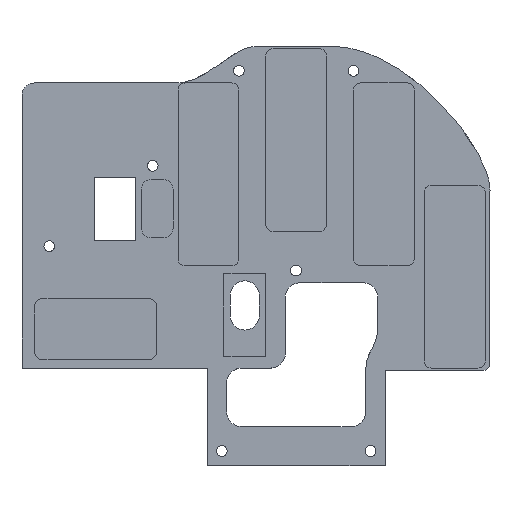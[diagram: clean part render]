
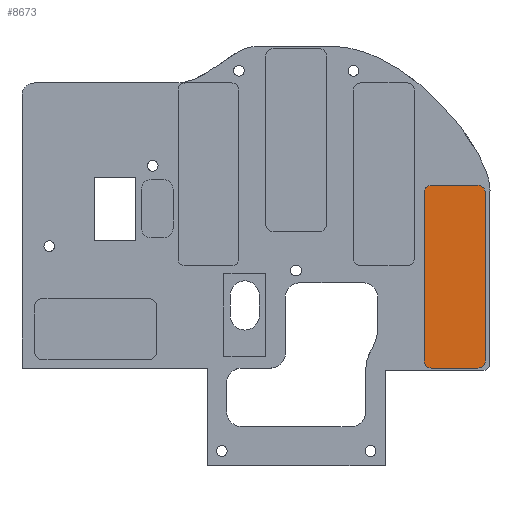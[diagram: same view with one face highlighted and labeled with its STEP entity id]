
A CAD part, top view. The second image highlights one B-rep face of the part: STEP entity #8673.
In plain terms, the highlighted planar face has unit normal (0, 0, 1).
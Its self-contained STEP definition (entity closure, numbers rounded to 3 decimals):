
#1745 = CYLINDRICAL_SURFACE('',#1746,1.5);
#1746 = AXIS2_PLACEMENT_3D('',#1747,#1748,#1749);
#1747 = CARTESIAN_POINT('',(64.5,-6.5,-1.6));
#1748 = DIRECTION('',(0.,0.,1.));
#1749 = DIRECTION('',(1.,0.,0.));
#1773 = PLANE('',#1774);
#1774 = AXIS2_PLACEMENT_3D('',#1775,#1776,#1777);
#1775 = CARTESIAN_POINT('',(63.,-6.5,-1.6));
#1776 = DIRECTION('',(1.,0.,0.));
#1777 = DIRECTION('',(-0.,1.,0.));
#1802 = CYLINDRICAL_SURFACE('',#1803,1.5);
#1803 = AXIS2_PLACEMENT_3D('',#1804,#1805,#1806);
#1804 = CARTESIAN_POINT('',(64.5,28.,-1.6));
#1805 = DIRECTION('',(0.,0.,1.));
#1806 = DIRECTION('',(1.,0.,0.));
#1830 = PLANE('',#1831);
#1831 = AXIS2_PLACEMENT_3D('',#1832,#1833,#1834);
#1832 = CARTESIAN_POINT('',(64.5,29.5,-1.6));
#1833 = DIRECTION('',(0.,-1.,0.));
#1834 = DIRECTION('',(1.,0.,0.));
#1859 = CYLINDRICAL_SURFACE('',#1860,1.5);
#1860 = AXIS2_PLACEMENT_3D('',#1861,#1862,#1863);
#1861 = CARTESIAN_POINT('',(74.,28.,-1.6));
#1862 = DIRECTION('',(0.,0.,1.));
#1863 = DIRECTION('',(1.,0.,0.));
#1887 = PLANE('',#1888);
#1888 = AXIS2_PLACEMENT_3D('',#1889,#1890,#1891);
#1889 = CARTESIAN_POINT('',(75.5,-6.5,-1.6));
#1890 = DIRECTION('',(1.,0.,0.));
#1891 = DIRECTION('',(-0.,1.,0.));
#1916 = CYLINDRICAL_SURFACE('',#1917,1.5);
#1917 = AXIS2_PLACEMENT_3D('',#1918,#1919,#1920);
#1918 = CARTESIAN_POINT('',(74.,-6.5,-1.6));
#1919 = DIRECTION('',(0.,0.,1.));
#1920 = DIRECTION('',(1.,0.,0.));
#1942 = PLANE('',#1943);
#1943 = AXIS2_PLACEMENT_3D('',#1944,#1945,#1946);
#1944 = CARTESIAN_POINT('',(64.5,-8.,-1.6));
#1945 = DIRECTION('',(0.,-1.,0.));
#1946 = DIRECTION('',(1.,0.,0.));
#5756 = VERTEX_POINT('',#5757);
#5757 = CARTESIAN_POINT('',(63.,-6.5,-3.6));
#5778 = EDGE_CURVE('',#5756,#5779,#5781,.T.);
#5779 = VERTEX_POINT('',#5780);
#5780 = CARTESIAN_POINT('',(64.5,-8.,-3.6));
#5781 = SURFACE_CURVE('',#5782,(#5787,#5794),.PCURVE_S1.);
#5782 = CIRCLE('',#5783,1.5);
#5783 = AXIS2_PLACEMENT_3D('',#5784,#5785,#5786);
#5784 = CARTESIAN_POINT('',(64.5,-6.5,-3.6));
#5785 = DIRECTION('',(0.,0.,1.));
#5786 = DIRECTION('',(1.,0.,0.));
#5787 = PCURVE('',#1745,#5788);
#5788 = DEFINITIONAL_REPRESENTATION('',(#5789),#5793);
#5789 = LINE('',#5790,#5791);
#5790 = CARTESIAN_POINT('',(0.,-2.));
#5791 = VECTOR('',#5792,1.);
#5792 = DIRECTION('',(1.,0.));
#5793 = ( GEOMETRIC_REPRESENTATION_CONTEXT(2) 
PARAMETRIC_REPRESENTATION_CONTEXT() REPRESENTATION_CONTEXT('2D SPACE',''
  ) );
#5794 = PCURVE('',#5795,#5800);
#5795 = PLANE('',#5796);
#5796 = AXIS2_PLACEMENT_3D('',#5797,#5798,#5799);
#5797 = CARTESIAN_POINT('',(69.25,10.75,-3.6));
#5798 = DIRECTION('',(0.,0.,1.));
#5799 = DIRECTION('',(1.,0.,0.));
#5800 = DEFINITIONAL_REPRESENTATION('',(#5801),#5805);
#5801 = CIRCLE('',#5802,1.5);
#5802 = AXIS2_PLACEMENT_2D('',#5803,#5804);
#5803 = CARTESIAN_POINT('',(-4.75,-17.25));
#5804 = DIRECTION('',(1.,0.));
#5805 = ( GEOMETRIC_REPRESENTATION_CONTEXT(2) 
PARAMETRIC_REPRESENTATION_CONTEXT() REPRESENTATION_CONTEXT('2D SPACE',''
  ) );
#5833 = EDGE_CURVE('',#5756,#5834,#5836,.T.);
#5834 = VERTEX_POINT('',#5835);
#5835 = CARTESIAN_POINT('',(63.,28.,-3.6));
#5836 = SURFACE_CURVE('',#5837,(#5841,#5848),.PCURVE_S1.);
#5837 = LINE('',#5838,#5839);
#5838 = CARTESIAN_POINT('',(63.,10.75,-3.6));
#5839 = VECTOR('',#5840,1.);
#5840 = DIRECTION('',(0.,1.,0.));
#5841 = PCURVE('',#1773,#5842);
#5842 = DEFINITIONAL_REPRESENTATION('',(#5843),#5847);
#5843 = LINE('',#5844,#5845);
#5844 = CARTESIAN_POINT('',(17.25,-2.));
#5845 = VECTOR('',#5846,1.);
#5846 = DIRECTION('',(1.,0.));
#5847 = ( GEOMETRIC_REPRESENTATION_CONTEXT(2) 
PARAMETRIC_REPRESENTATION_CONTEXT() REPRESENTATION_CONTEXT('2D SPACE',''
  ) );
#5848 = PCURVE('',#5795,#5849);
#5849 = DEFINITIONAL_REPRESENTATION('',(#5850),#5854);
#5850 = LINE('',#5851,#5852);
#5851 = CARTESIAN_POINT('',(-6.25,0.));
#5852 = VECTOR('',#5853,1.);
#5853 = DIRECTION('',(0.,1.));
#5854 = ( GEOMETRIC_REPRESENTATION_CONTEXT(2) 
PARAMETRIC_REPRESENTATION_CONTEXT() REPRESENTATION_CONTEXT('2D SPACE',''
  ) );
#5882 = EDGE_CURVE('',#5779,#5883,#5885,.T.);
#5883 = VERTEX_POINT('',#5884);
#5884 = CARTESIAN_POINT('',(74.,-8.,-3.6));
#5885 = SURFACE_CURVE('',#5886,(#5890,#5897),.PCURVE_S1.);
#5886 = LINE('',#5887,#5888);
#5887 = CARTESIAN_POINT('',(69.25,-8.,-3.6));
#5888 = VECTOR('',#5889,1.);
#5889 = DIRECTION('',(1.,0.,0.));
#5890 = PCURVE('',#1942,#5891);
#5891 = DEFINITIONAL_REPRESENTATION('',(#5892),#5896);
#5892 = LINE('',#5893,#5894);
#5893 = CARTESIAN_POINT('',(4.75,-2.));
#5894 = VECTOR('',#5895,1.);
#5895 = DIRECTION('',(1.,0.));
#5896 = ( GEOMETRIC_REPRESENTATION_CONTEXT(2) 
PARAMETRIC_REPRESENTATION_CONTEXT() REPRESENTATION_CONTEXT('2D SPACE',''
  ) );
#5897 = PCURVE('',#5795,#5898);
#5898 = DEFINITIONAL_REPRESENTATION('',(#5899),#5903);
#5899 = LINE('',#5900,#5901);
#5900 = CARTESIAN_POINT('',(0.,-18.75));
#5901 = VECTOR('',#5902,1.);
#5902 = DIRECTION('',(1.,0.));
#5903 = ( GEOMETRIC_REPRESENTATION_CONTEXT(2) 
PARAMETRIC_REPRESENTATION_CONTEXT() REPRESENTATION_CONTEXT('2D SPACE',''
  ) );
#5931 = VERTEX_POINT('',#5932);
#5932 = CARTESIAN_POINT('',(64.5,29.5,-3.6));
#5953 = EDGE_CURVE('',#5931,#5834,#5954,.T.);
#5954 = SURFACE_CURVE('',#5955,(#5960,#5967),.PCURVE_S1.);
#5955 = CIRCLE('',#5956,1.5);
#5956 = AXIS2_PLACEMENT_3D('',#5957,#5958,#5959);
#5957 = CARTESIAN_POINT('',(64.5,28.,-3.6));
#5958 = DIRECTION('',(0.,0.,1.));
#5959 = DIRECTION('',(1.,0.,0.));
#5960 = PCURVE('',#1802,#5961);
#5961 = DEFINITIONAL_REPRESENTATION('',(#5962),#5966);
#5962 = LINE('',#5963,#5964);
#5963 = CARTESIAN_POINT('',(0.,-2.));
#5964 = VECTOR('',#5965,1.);
#5965 = DIRECTION('',(1.,0.));
#5966 = ( GEOMETRIC_REPRESENTATION_CONTEXT(2) 
PARAMETRIC_REPRESENTATION_CONTEXT() REPRESENTATION_CONTEXT('2D SPACE',''
  ) );
#5967 = PCURVE('',#5795,#5968);
#5968 = DEFINITIONAL_REPRESENTATION('',(#5969),#5973);
#5969 = CIRCLE('',#5970,1.5);
#5970 = AXIS2_PLACEMENT_2D('',#5971,#5972);
#5971 = CARTESIAN_POINT('',(-4.75,17.25));
#5972 = DIRECTION('',(1.,0.));
#5973 = ( GEOMETRIC_REPRESENTATION_CONTEXT(2) 
PARAMETRIC_REPRESENTATION_CONTEXT() REPRESENTATION_CONTEXT('2D SPACE',''
  ) );
#5981 = EDGE_CURVE('',#5883,#5982,#5984,.T.);
#5982 = VERTEX_POINT('',#5983);
#5983 = CARTESIAN_POINT('',(75.5,-6.5,-3.6));
#5984 = SURFACE_CURVE('',#5985,(#5990,#5997),.PCURVE_S1.);
#5985 = CIRCLE('',#5986,1.5);
#5986 = AXIS2_PLACEMENT_3D('',#5987,#5988,#5989);
#5987 = CARTESIAN_POINT('',(74.,-6.5,-3.6));
#5988 = DIRECTION('',(0.,0.,1.));
#5989 = DIRECTION('',(1.,0.,0.));
#5990 = PCURVE('',#1916,#5991);
#5991 = DEFINITIONAL_REPRESENTATION('',(#5992),#5996);
#5992 = LINE('',#5993,#5994);
#5993 = CARTESIAN_POINT('',(0.,-2.));
#5994 = VECTOR('',#5995,1.);
#5995 = DIRECTION('',(1.,0.));
#5996 = ( GEOMETRIC_REPRESENTATION_CONTEXT(2) 
PARAMETRIC_REPRESENTATION_CONTEXT() REPRESENTATION_CONTEXT('2D SPACE',''
  ) );
#5997 = PCURVE('',#5795,#5998);
#5998 = DEFINITIONAL_REPRESENTATION('',(#5999),#6003);
#5999 = CIRCLE('',#6000,1.5);
#6000 = AXIS2_PLACEMENT_2D('',#6001,#6002);
#6001 = CARTESIAN_POINT('',(4.75,-17.25));
#6002 = DIRECTION('',(1.,0.));
#6003 = ( GEOMETRIC_REPRESENTATION_CONTEXT(2) 
PARAMETRIC_REPRESENTATION_CONTEXT() REPRESENTATION_CONTEXT('2D SPACE',''
  ) );
#6031 = EDGE_CURVE('',#5931,#6032,#6034,.T.);
#6032 = VERTEX_POINT('',#6033);
#6033 = CARTESIAN_POINT('',(74.,29.5,-3.6));
#6034 = SURFACE_CURVE('',#6035,(#6039,#6046),.PCURVE_S1.);
#6035 = LINE('',#6036,#6037);
#6036 = CARTESIAN_POINT('',(69.25,29.5,-3.6));
#6037 = VECTOR('',#6038,1.);
#6038 = DIRECTION('',(1.,0.,0.));
#6039 = PCURVE('',#1830,#6040);
#6040 = DEFINITIONAL_REPRESENTATION('',(#6041),#6045);
#6041 = LINE('',#6042,#6043);
#6042 = CARTESIAN_POINT('',(4.75,-2.));
#6043 = VECTOR('',#6044,1.);
#6044 = DIRECTION('',(1.,0.));
#6045 = ( GEOMETRIC_REPRESENTATION_CONTEXT(2) 
PARAMETRIC_REPRESENTATION_CONTEXT() REPRESENTATION_CONTEXT('2D SPACE',''
  ) );
#6046 = PCURVE('',#5795,#6047);
#6047 = DEFINITIONAL_REPRESENTATION('',(#6048),#6052);
#6048 = LINE('',#6049,#6050);
#6049 = CARTESIAN_POINT('',(0.,18.75));
#6050 = VECTOR('',#6051,1.);
#6051 = DIRECTION('',(1.,0.));
#6052 = ( GEOMETRIC_REPRESENTATION_CONTEXT(2) 
PARAMETRIC_REPRESENTATION_CONTEXT() REPRESENTATION_CONTEXT('2D SPACE',''
  ) );
#6080 = EDGE_CURVE('',#5982,#6081,#6083,.T.);
#6081 = VERTEX_POINT('',#6082);
#6082 = CARTESIAN_POINT('',(75.5,28.,-3.6));
#6083 = SURFACE_CURVE('',#6084,(#6088,#6095),.PCURVE_S1.);
#6084 = LINE('',#6085,#6086);
#6085 = CARTESIAN_POINT('',(75.5,10.75,-3.6));
#6086 = VECTOR('',#6087,1.);
#6087 = DIRECTION('',(0.,1.,0.));
#6088 = PCURVE('',#1887,#6089);
#6089 = DEFINITIONAL_REPRESENTATION('',(#6090),#6094);
#6090 = LINE('',#6091,#6092);
#6091 = CARTESIAN_POINT('',(17.25,-2.));
#6092 = VECTOR('',#6093,1.);
#6093 = DIRECTION('',(1.,0.));
#6094 = ( GEOMETRIC_REPRESENTATION_CONTEXT(2) 
PARAMETRIC_REPRESENTATION_CONTEXT() REPRESENTATION_CONTEXT('2D SPACE',''
  ) );
#6095 = PCURVE('',#5795,#6096);
#6096 = DEFINITIONAL_REPRESENTATION('',(#6097),#6101);
#6097 = LINE('',#6098,#6099);
#6098 = CARTESIAN_POINT('',(6.25,0.));
#6099 = VECTOR('',#6100,1.);
#6100 = DIRECTION('',(0.,1.));
#6101 = ( GEOMETRIC_REPRESENTATION_CONTEXT(2) 
PARAMETRIC_REPRESENTATION_CONTEXT() REPRESENTATION_CONTEXT('2D SPACE',''
  ) );
#6129 = EDGE_CURVE('',#6081,#6032,#6130,.T.);
#6130 = SURFACE_CURVE('',#6131,(#6136,#6143),.PCURVE_S1.);
#6131 = CIRCLE('',#6132,1.5);
#6132 = AXIS2_PLACEMENT_3D('',#6133,#6134,#6135);
#6133 = CARTESIAN_POINT('',(74.,28.,-3.6));
#6134 = DIRECTION('',(0.,0.,1.));
#6135 = DIRECTION('',(1.,0.,0.));
#6136 = PCURVE('',#1859,#6137);
#6137 = DEFINITIONAL_REPRESENTATION('',(#6138),#6142);
#6138 = LINE('',#6139,#6140);
#6139 = CARTESIAN_POINT('',(0.,-2.));
#6140 = VECTOR('',#6141,1.);
#6141 = DIRECTION('',(1.,0.));
#6142 = ( GEOMETRIC_REPRESENTATION_CONTEXT(2) 
PARAMETRIC_REPRESENTATION_CONTEXT() REPRESENTATION_CONTEXT('2D SPACE',''
  ) );
#6143 = PCURVE('',#5795,#6144);
#6144 = DEFINITIONAL_REPRESENTATION('',(#6145),#6149);
#6145 = CIRCLE('',#6146,1.5);
#6146 = AXIS2_PLACEMENT_2D('',#6147,#6148);
#6147 = CARTESIAN_POINT('',(4.75,17.25));
#6148 = DIRECTION('',(1.,0.));
#6149 = ( GEOMETRIC_REPRESENTATION_CONTEXT(2) 
PARAMETRIC_REPRESENTATION_CONTEXT() REPRESENTATION_CONTEXT('2D SPACE',''
  ) );
#8673 = ADVANCED_FACE('',(#8674),#5795,.T.);
#8674 = FACE_BOUND('',#8675,.T.);
#8675 = EDGE_LOOP('',(#8676,#8677,#8678,#8679,#8680,#8681,#8682,#8683));
#8676 = ORIENTED_EDGE('',*,*,#5833,.F.);
#8677 = ORIENTED_EDGE('',*,*,#5778,.T.);
#8678 = ORIENTED_EDGE('',*,*,#5882,.T.);
#8679 = ORIENTED_EDGE('',*,*,#5981,.T.);
#8680 = ORIENTED_EDGE('',*,*,#6080,.T.);
#8681 = ORIENTED_EDGE('',*,*,#6129,.T.);
#8682 = ORIENTED_EDGE('',*,*,#6031,.F.);
#8683 = ORIENTED_EDGE('',*,*,#5953,.T.);
